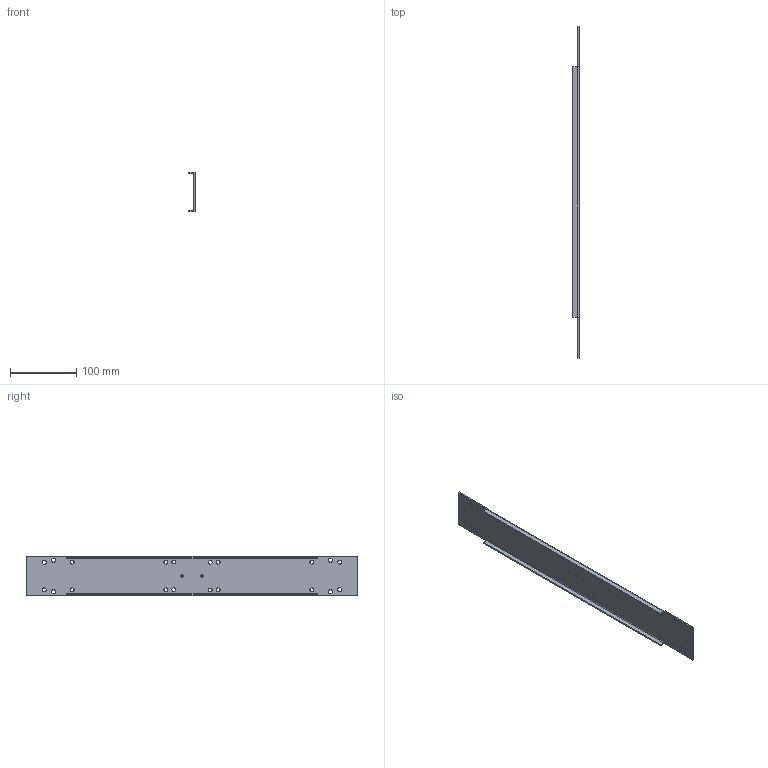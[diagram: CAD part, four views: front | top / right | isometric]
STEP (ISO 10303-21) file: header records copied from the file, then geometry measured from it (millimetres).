
FILE_DESCRIPTION((''),'2;1');
FILE_NAME('3006888304_1_1','2023-03-06T13:15:11',('klemen.sitar'),('Audax d.o.o.'),'CREO PARAMETRIC BY PTC INC, 2021304','CREO PARAMETRIC BY PTC INC, 2021304','');
FILE_SCHEMA(('AP242_MANAGED_MODEL_BASED_3D_ENGINEERING_MIM_LF { 1 0 10303 442 1 1 4 }'));
Length unit declared in the file: millimetre
Products named in the file (1): 3006888304_1_1
Bounding box: 10 x 500 x 59.5 mm (x, y, z)
Volume: 69052.3 mm3; surface area: 72151.9 mm2
Topology: 1 solids, 1 shells, 70 faces, 196 edges, 128 vertices
Faces by surface type: cylinder 48, plane 22
Entity records: 3303 total; most frequent: DIRECTION 436, CARTESIAN_POINT 396, ORIENTED_EDGE 392, PRESENTATION_STYLE_ASSIGNMENT 197, STYLED_ITEM 197, CURVE_STYLE 196, EDGE_CURVE 196, COLOUR_RGB 188
